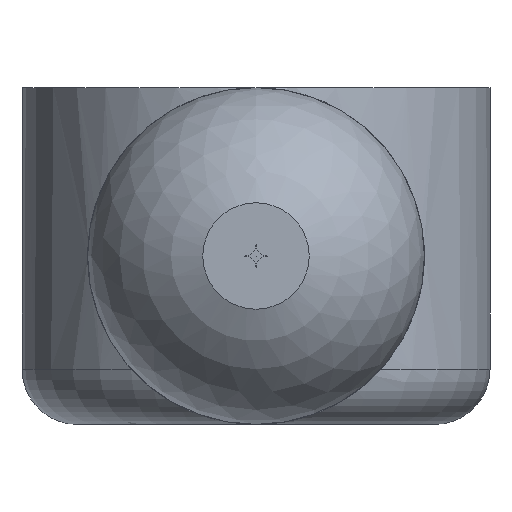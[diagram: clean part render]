
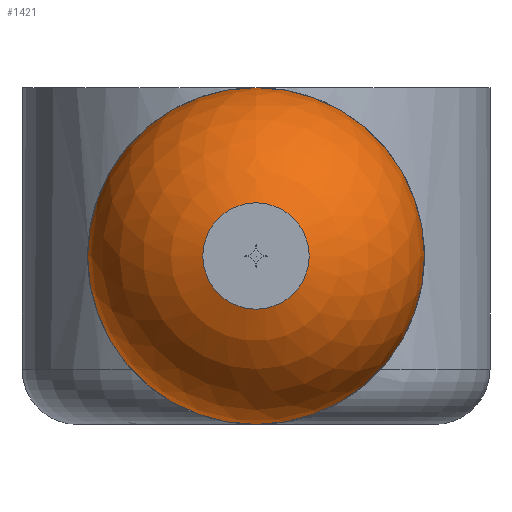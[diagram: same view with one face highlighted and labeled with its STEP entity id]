
A CAD part, front view. The second image highlights one B-rep face of the part: STEP entity #1421.
In plain terms, the highlighted spherical face has radius 6.032 mm.
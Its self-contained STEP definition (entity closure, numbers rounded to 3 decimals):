
#48=SPHERICAL_SURFACE('',#1528,6.033);
#323=FACE_OUTER_BOUND('',#403,.T.);
#403=EDGE_LOOP('',(#924,#925,#926,#927,#928,#929));
#490=CIRCLE('',#1526,1.905);
#491=CIRCLE('',#1527,1.905);
#492=CIRCLE('',#1529,6.033);
#493=CIRCLE('',#1530,6.033);
#494=CIRCLE('',#1531,6.033);
#557=VERTEX_POINT('',#2035);
#558=VERTEX_POINT('',#2036);
#559=VERTEX_POINT('',#2041);
#560=VERTEX_POINT('',#2042);
#700=EDGE_CURVE('',#557,#558,#490,.T.);
#702=EDGE_CURVE('',#558,#557,#491,.T.);
#703=EDGE_CURVE('',#559,#560,#492,.T.);
#704=EDGE_CURVE('',#560,#559,#493,.T.);
#705=EDGE_CURVE('',#560,#558,#494,.T.);
#924=ORIENTED_EDGE('',*,*,#703,.F.);
#925=ORIENTED_EDGE('',*,*,#704,.F.);
#926=ORIENTED_EDGE('',*,*,#705,.T.);
#927=ORIENTED_EDGE('',*,*,#702,.T.);
#928=ORIENTED_EDGE('',*,*,#700,.T.);
#929=ORIENTED_EDGE('',*,*,#705,.F.);
#1421=ADVANCED_FACE('',(#323),#48,.T.);
#1526=AXIS2_PLACEMENT_3D('',#2037,#1664,#1665);
#1527=AXIS2_PLACEMENT_3D('',#2039,#1667,#1668);
#1528=AXIS2_PLACEMENT_3D('',#2040,#1669,#1670);
#1529=AXIS2_PLACEMENT_3D('',#2043,#1671,#1672);
#1530=AXIS2_PLACEMENT_3D('',#2044,#1673,#1674);
#1531=AXIS2_PLACEMENT_3D('',#2045,#1675,#1676);
#1664=DIRECTION('center_axis',(0.,1.,0.));
#1665=DIRECTION('ref_axis',(-1.,0.,0.));
#1667=DIRECTION('center_axis',(0.,1.,0.));
#1668=DIRECTION('ref_axis',(-1.,0.,0.));
#1669=DIRECTION('center_axis',(0.,1.,0.));
#1670=DIRECTION('ref_axis',(0.,0.,-1.));
#1671=DIRECTION('center_axis',(0.,1.,0.));
#1672=DIRECTION('ref_axis',(0.,0.,1.));
#1673=DIRECTION('center_axis',(0.,1.,0.));
#1674=DIRECTION('ref_axis',(0.,0.,1.));
#1675=DIRECTION('center_axis',(1.,0.,0.));
#1676=DIRECTION('ref_axis',(0.,0.,1.));
#2035=CARTESIAN_POINT('',(1.905,-15.376,6.033));
#2036=CARTESIAN_POINT('',(0.,-15.376,7.938));
#2037=CARTESIAN_POINT('Origin',(0.,-15.376,6.033));
#2039=CARTESIAN_POINT('Origin',(0.,-15.376,6.033));
#2040=CARTESIAN_POINT('Origin',(0.,-9.652,6.033));
#2041=CARTESIAN_POINT('',(0.,-9.652,0.));
#2042=CARTESIAN_POINT('',(0.,-9.652,12.065));
#2043=CARTESIAN_POINT('Origin',(0.,-9.652,6.033));
#2044=CARTESIAN_POINT('Origin',(0.,-9.652,6.033));
#2045=CARTESIAN_POINT('Origin',(0.,-9.652,6.033));
